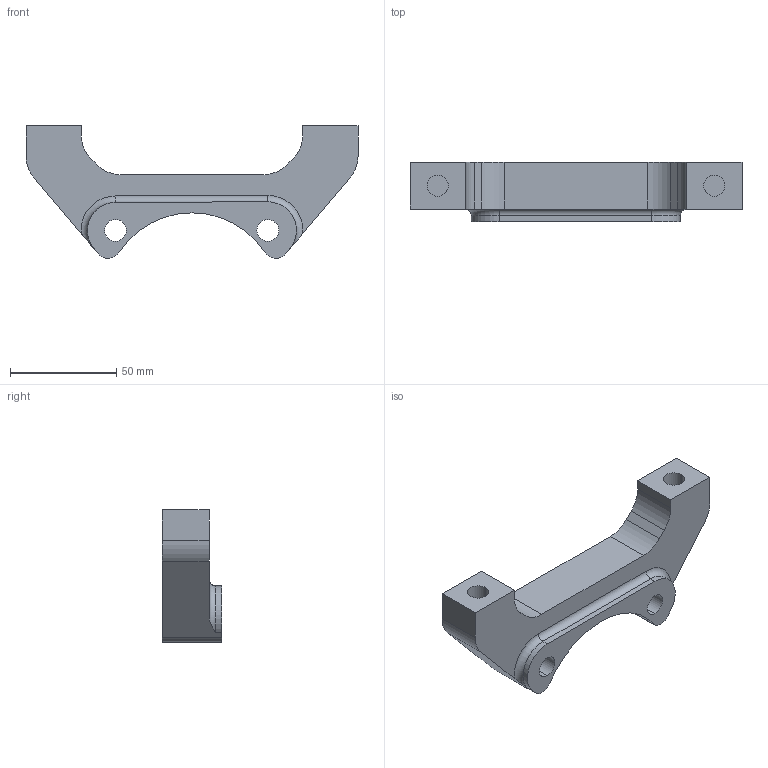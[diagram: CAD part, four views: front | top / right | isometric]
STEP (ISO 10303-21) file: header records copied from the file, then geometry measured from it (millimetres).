
FILE_DESCRIPTION(('CATIA V5 STEP Exchange'),'2;1');
FILE_NAME('Support etrier ap visse gauche.stp','2019-01-09T21:10:37+00:00',('none'),('none'),'CATIA Version 5-6 Release 2017','CATIA V5 STEP AP203','none');
FILE_SCHEMA(('CONFIG_CONTROL_DESIGN'));
Length unit declared in the file: millimetre
Products named in the file (1): Support etrier ap visse gauche
Bounding box: 156 x 27.85 x 62.3 mm (x, y, z)
Volume: 106896.4 mm3; surface area: 23581.1 mm2
Topology: 1 solids, 1 shells, 39 faces, 103 edges, 68 vertices
Faces by surface type: cylinder 20, plane 17, torus 2
Entity records: 1212 total; most frequent: CARTESIAN_POINT 221, ORIENTED_EDGE 206, DIRECTION 167, EDGE_CURVE 103, AXIS2_PLACEMENT_3D 76, VERTEX_POINT 68, VECTOR 59, LINE 59
